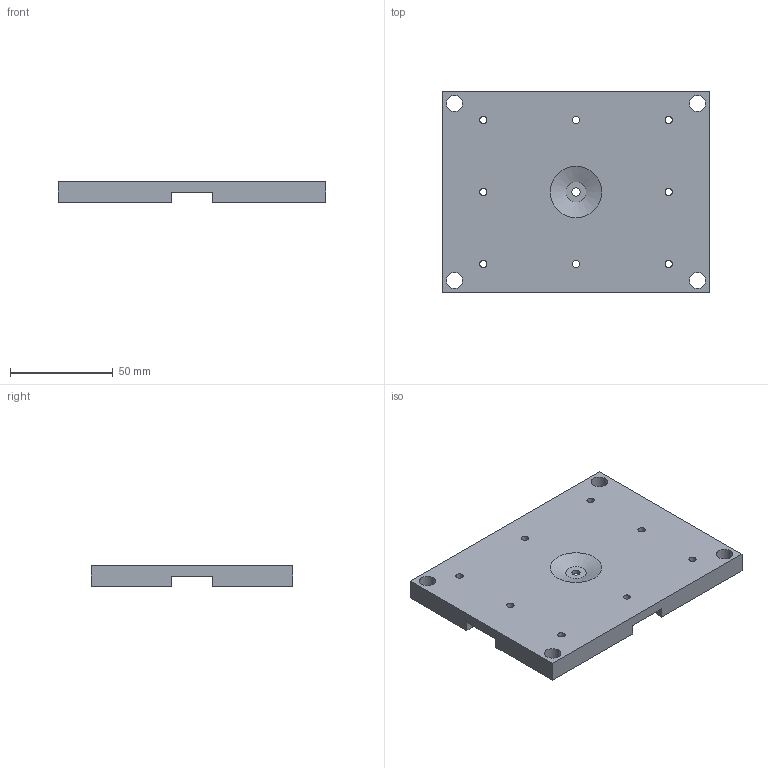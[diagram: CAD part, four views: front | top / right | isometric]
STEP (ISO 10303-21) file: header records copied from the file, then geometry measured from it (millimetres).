
FILE_DESCRIPTION(/* description */ (''),/* implementation_level */ '2;1');
FILE_NAME(/* name */ 'plaque moule partie haute.step',/* time_stamp */ '2023-04-25T16:56:58+02:00',/* author */ (''),/* organization */ (''),/* preprocessor_version */ 'ST-DEVELOPER v19.2',/* originating_system */ 'Autodesk Translation Framework v12.4.0.73',/* authorisation */ '');
FILE_SCHEMA (('AUTOMOTIVE_DESIGN { 1 0 10303 214 3 1 1 }'));
Length unit declared in the file: millimetre
Products named in the file (1): CAPOT DE MOULE
Bounding box: 130 x 98 x 10 mm (x, y, z)
Volume: 68925 mm3; surface area: 32406.5 mm2
Topology: 1 solids, 1 shells, 53 faces, 150 edges, 100 vertices
Faces by surface type: plane 35, cylinder 17, cone 1
Full cylindrical faces by diameter (mm): 3.5 x8, 4 x1, 8 x4
Entity records: 1805 total; most frequent: CARTESIAN_POINT 304, ORIENTED_EDGE 300, DIRECTION 294, EDGE_CURVE 150, LINE 114, VECTOR 114, VERTEX_POINT 100, AXIS2_PLACEMENT_3D 90
